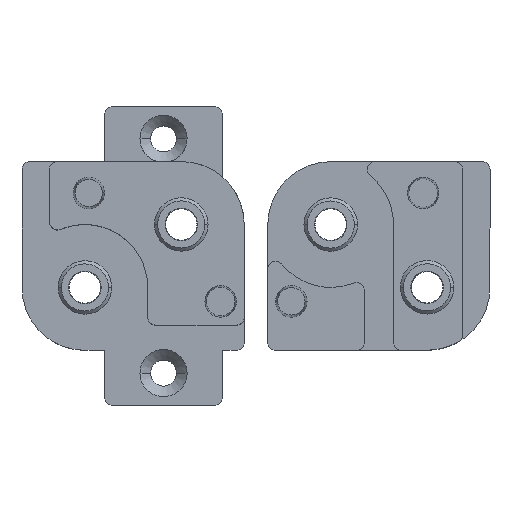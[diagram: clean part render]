
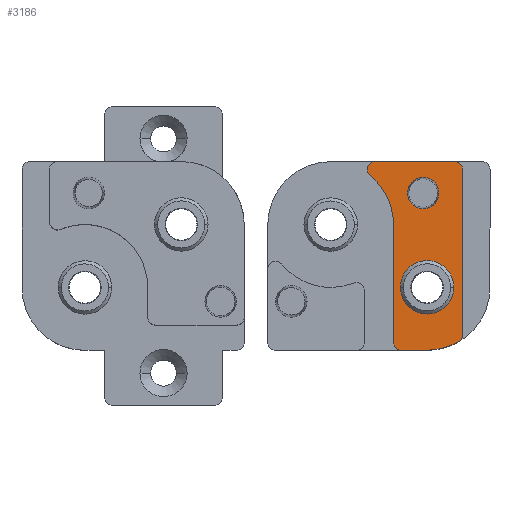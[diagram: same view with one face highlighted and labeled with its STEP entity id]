
A CAD part, top view. The second image highlights one B-rep face of the part: STEP entity #3186.
In plain terms, the highlighted planar face has unit normal (0, 0, 1).
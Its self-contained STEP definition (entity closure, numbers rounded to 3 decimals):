
#47 = CARTESIAN_POINT ( 'NONE',  ( 41.451, 11.995, 13. ) ) ;
#85 = EDGE_CURVE ( 'NONE', #924, #4543, #1807, .T. ) ;
#98 = ORIENTED_EDGE ( 'NONE', *, *, #4151, .T. ) ;
#133 = DIRECTION ( 'NONE',  ( -1., 0., 0. ) ) ;
#158 = CIRCLE ( 'NONE', #4477, 3.4 ) ;
#257 = CARTESIAN_POINT ( 'NONE',  ( 33.686, 3.995, 13. ) ) ;
#317 = DIRECTION ( 'NONE',  ( 1., 0., 0. ) ) ;
#351 = DIRECTION ( 'NONE',  ( -1., 0., 0. ) ) ;
#379 = DIRECTION ( 'NONE',  ( 0., 0., -1. ) ) ;
#385 = EDGE_CURVE ( 'NONE', #924, #4297, #5249, .T. ) ;
#410 = CARTESIAN_POINT ( 'NONE',  ( 37.451, 7.995, 13. ) ) ;
#460 = DIRECTION ( 'NONE',  ( 0., 0., 1. ) ) ;
#582 = CARTESIAN_POINT ( 'NONE',  ( 33.686, -11.003, 13. ) ) ;
#593 = DIRECTION ( 'NONE',  ( -1., 0., 0. ) ) ;
#601 = DIRECTION ( 'NONE',  ( 0., -1., 0. ) ) ;
#627 = FACE_BOUND ( 'NONE', #4160, .T. ) ;
#646 = EDGE_LOOP ( 'NONE', ( #3601, #2318, #2573, #4295, #3622, #4400, #4165, #3175, #1089, #98 ) ) ;
#681 = DIRECTION ( 'NONE',  ( -1., 0., 0. ) ) ;
#682 = EDGE_CURVE ( 'NONE', #3097, #4297, #4723, .T. ) ;
#698 = DIRECTION ( 'NONE',  ( 0., 0., -1. ) ) ;
#724 = CARTESIAN_POINT ( 'NONE',  ( 37.451, 7.995, 13. ) ) ;
#744 = AXIS2_PLACEMENT_3D ( 'NONE', #1690, #773, #753 ) ;
#753 = DIRECTION ( 'NONE',  ( -1., 0., 0. ) ) ;
#773 = DIRECTION ( 'NONE',  ( 0., 0., -1. ) ) ;
#828 = PLANE ( 'NONE',  #744 ) ;
#854 = AXIS2_PLACEMENT_3D ( 'NONE', #4997, #4877, #133 ) ;
#924 = VERTEX_POINT ( 'NONE', #1268 ) ;
#958 = EDGE_CURVE ( 'NONE', #3097, #4801, #4976, .T. ) ;
#964 = CIRCLE ( 'NONE', #3321, 7.998 ) ;
#997 = CIRCLE ( 'NONE', #3731, 8. ) ;
#1011 = CARTESIAN_POINT ( 'NONE',  ( 42.451, 0., 13. ) ) ;
#1047 = DIRECTION ( 'NONE',  ( 0., -1., 0. ) ) ;
#1089 = ORIENTED_EDGE ( 'NONE', *, *, #4726, .T. ) ;
#1194 = LINE ( 'NONE', #1846, #3438 ) ;
#1245 = EDGE_CURVE ( 'NONE', #2587, #4801, #4107, .T. ) ;
#1268 = CARTESIAN_POINT ( 'NONE',  ( 31.343, 11.995, 13. ) ) ;
#1525 = EDGE_CURVE ( 'NONE', #2587, #2406, #964, .T. ) ;
#1690 = CARTESIAN_POINT ( 'NONE',  ( 32.373, 0., 13. ) ) ;
#1786 = EDGE_CURVE ( 'NONE', #2354, #5280, #158, .T. ) ;
#1807 = CIRCLE ( 'NONE', #4946, 1. ) ;
#1819 = EDGE_CURVE ( 'NONE', #5280, #2354, #1988, .T. ) ;
#1846 = CARTESIAN_POINT ( 'NONE',  ( 33.686, 0., 13. ) ) ;
#1869 = DIRECTION ( 'NONE',  ( -1., 0., 0. ) ) ;
#1879 = DIRECTION ( 'NONE',  ( 0., 0., -1. ) ) ;
#1898 = CARTESIAN_POINT ( 'NONE',  ( 37.954, -4.005, 13. ) ) ;
#1988 = CIRCLE ( 'NONE', #2834, 3.4 ) ;
#2061 = EDGE_CURVE ( 'NONE', #2855, #4343, #2722, .T. ) ;
#2091 = CARTESIAN_POINT ( 'NONE',  ( 41.951, -10.932, 13. ) ) ;
#2186 = AXIS2_PLACEMENT_3D ( 'NONE', #410, #379, #351 ) ;
#2197 = DIRECTION ( 'NONE',  ( -1., 0., 0. ) ) ;
#2210 = DIRECTION ( 'NONE',  ( 0., 0., -1. ) ) ;
#2214 = CARTESIAN_POINT ( 'NONE',  ( 30.715, 10.217, 13. ) ) ;
#2215 = CARTESIAN_POINT ( 'NONE',  ( 37.954, -4.005, 13. ) ) ;
#2290 = VECTOR ( 'NONE', #317, 1000. ) ;
#2318 = ORIENTED_EDGE ( 'NONE', *, *, #1245, .T. ) ;
#2354 = VERTEX_POINT ( 'NONE', #4869 ) ;
#2406 = VERTEX_POINT ( 'NONE', #4311 ) ;
#2429 = CIRCLE ( 'NONE', #4539, 2. ) ;
#2432 = CARTESIAN_POINT ( 'NONE',  ( 42.451, 10.995, 13. ) ) ;
#2442 = VECTOR ( 'NONE', #1047, 1000. ) ;
#2487 = AXIS2_PLACEMENT_3D ( 'NONE', #2881, #2877, #2862 ) ;
#2573 = ORIENTED_EDGE ( 'NONE', *, *, #958, .F. ) ;
#2587 = VERTEX_POINT ( 'NONE', #2091 ) ;
#2708 = EDGE_CURVE ( 'NONE', #4343, #2855, #2429, .T. ) ;
#2722 = CIRCLE ( 'NONE', #2186, 2. ) ;
#2727 = ORIENTED_EDGE ( 'NONE', *, *, #1819, .T. ) ;
#2807 = VERTEX_POINT ( 'NONE', #4538 ) ;
#2818 = DIRECTION ( 'NONE',  ( 1., 0., 0. ) ) ;
#2834 = AXIS2_PLACEMENT_3D ( 'NONE', #1898, #1879, #1869 ) ;
#2855 = VERTEX_POINT ( 'NONE', #5387 ) ;
#2862 = DIRECTION ( 'NONE',  ( -1., 0., 0. ) ) ;
#2876 = VECTOR ( 'NONE', #2818, 1000. ) ;
#2877 = DIRECTION ( 'NONE',  ( 0., 0., 1. ) ) ;
#2881 = CARTESIAN_POINT ( 'NONE',  ( 41.451, 10.995, 13. ) ) ;
#3097 = VERTEX_POINT ( 'NONE', #2432 ) ;
#3140 = CARTESIAN_POINT ( 'NONE',  ( 42.451, -10.066, 13. ) ) ;
#3175 = ORIENTED_EDGE ( 'NONE', *, *, #4449, .T. ) ;
#3186 = ADVANCED_FACE ( 'NONE', ( #3830, #627, #4954 ), #828, .F. ) ;
#3288 = DIRECTION ( 'NONE',  ( -1., 0., 0. ) ) ;
#3296 = DIRECTION ( 'NONE',  ( 0., 0., -1. ) ) ;
#3310 = CARTESIAN_POINT ( 'NONE',  ( 25.686, 3.995, 13. ) ) ;
#3321 = AXIS2_PLACEMENT_3D ( 'NONE', #4763, #4742, #4703 ) ;
#3341 = ORIENTED_EDGE ( 'NONE', *, *, #2708, .T. ) ;
#3438 = VECTOR ( 'NONE', #601, 1000. ) ;
#3500 = CIRCLE ( 'NONE', #4983, 1. ) ;
#3577 = CARTESIAN_POINT ( 'NONE',  ( 34.554, -4.005, 13. ) ) ;
#3601 = ORIENTED_EDGE ( 'NONE', *, *, #1525, .F. ) ;
#3622 = ORIENTED_EDGE ( 'NONE', *, *, #385, .F. ) ;
#3693 = ORIENTED_EDGE ( 'NONE', *, *, #1786, .T. ) ;
#3731 = AXIS2_PLACEMENT_3D ( 'NONE', #3310, #3296, #3288 ) ;
#3769 = EDGE_LOOP ( 'NONE', ( #2727, #3693 ) ) ;
#3830 = FACE_BOUND ( 'NONE', #3769, .T. ) ;
#4021 = DIRECTION ( 'NONE',  ( 0., 0., 1. ) ) ;
#4030 = DIRECTION ( 'NONE',  ( -1., 0., 0. ) ) ;
#4107 = CIRCLE ( 'NONE', #854, 1. ) ;
#4143 = CARTESIAN_POINT ( 'NONE',  ( 34.686, -11.003, 13. ) ) ;
#4151 = EDGE_CURVE ( 'NONE', #2807, #2406, #4696, .T. ) ;
#4160 = EDGE_LOOP ( 'NONE', ( #3341, #5260 ) ) ;
#4165 = ORIENTED_EDGE ( 'NONE', *, *, #5289, .T. ) ;
#4239 = CARTESIAN_POINT ( 'NONE',  ( 35.451, 7.995, 13. ) ) ;
#4295 = ORIENTED_EDGE ( 'NONE', *, *, #682, .T. ) ;
#4297 = VERTEX_POINT ( 'NONE', #47 ) ;
#4311 = CARTESIAN_POINT ( 'NONE',  ( 37.954, -12.003, 13. ) ) ;
#4343 = VERTEX_POINT ( 'NONE', #4239 ) ;
#4400 = ORIENTED_EDGE ( 'NONE', *, *, #85, .T. ) ;
#4449 = EDGE_CURVE ( 'NONE', #5025, #4573, #1194, .T. ) ;
#4477 = AXIS2_PLACEMENT_3D ( 'NONE', #2215, #2210, #2197 ) ;
#4538 = CARTESIAN_POINT ( 'NONE',  ( 34.686, -12.003, 13. ) ) ;
#4539 = AXIS2_PLACEMENT_3D ( 'NONE', #724, #698, #681 ) ;
#4543 = VERTEX_POINT ( 'NONE', #2214 ) ;
#4573 = VERTEX_POINT ( 'NONE', #582 ) ;
#4604 = CARTESIAN_POINT ( 'NONE',  ( 32.373, -12.003, 13. ) ) ;
#4696 = LINE ( 'NONE', #4604, #2290 ) ;
#4703 = DIRECTION ( 'NONE',  ( -1., 0., 0. ) ) ;
#4708 = CARTESIAN_POINT ( 'NONE',  ( 32.373, 11.995, 13. ) ) ;
#4723 = CIRCLE ( 'NONE', #2487, 1. ) ;
#4726 = EDGE_CURVE ( 'NONE', #4573, #2807, #3500, .T. ) ;
#4742 = DIRECTION ( 'NONE',  ( 0., 0., -1. ) ) ;
#4763 = CARTESIAN_POINT ( 'NONE',  ( 37.954, -4.005, 13. ) ) ;
#4801 = VERTEX_POINT ( 'NONE', #3140 ) ;
#4869 = CARTESIAN_POINT ( 'NONE',  ( 41.354, -4.005, 13. ) ) ;
#4877 = DIRECTION ( 'NONE',  ( 0., 0., 1. ) ) ;
#4946 = AXIS2_PLACEMENT_3D ( 'NONE', #5028, #460, #593 ) ;
#4954 = FACE_OUTER_BOUND ( 'NONE', #646, .T. ) ;
#4976 = LINE ( 'NONE', #1011, #2442 ) ;
#4983 = AXIS2_PLACEMENT_3D ( 'NONE', #4143, #4021, #4030 ) ;
#4997 = CARTESIAN_POINT ( 'NONE',  ( 41.451, -10.066, 13. ) ) ;
#5025 = VERTEX_POINT ( 'NONE', #257 ) ;
#5028 = CARTESIAN_POINT ( 'NONE',  ( 31.343, 10.995, 13. ) ) ;
#5249 = LINE ( 'NONE', #4708, #2876 ) ;
#5260 = ORIENTED_EDGE ( 'NONE', *, *, #2061, .T. ) ;
#5280 = VERTEX_POINT ( 'NONE', #3577 ) ;
#5289 = EDGE_CURVE ( 'NONE', #4543, #5025, #997, .T. ) ;
#5387 = CARTESIAN_POINT ( 'NONE',  ( 39.451, 7.995, 13. ) ) ;
